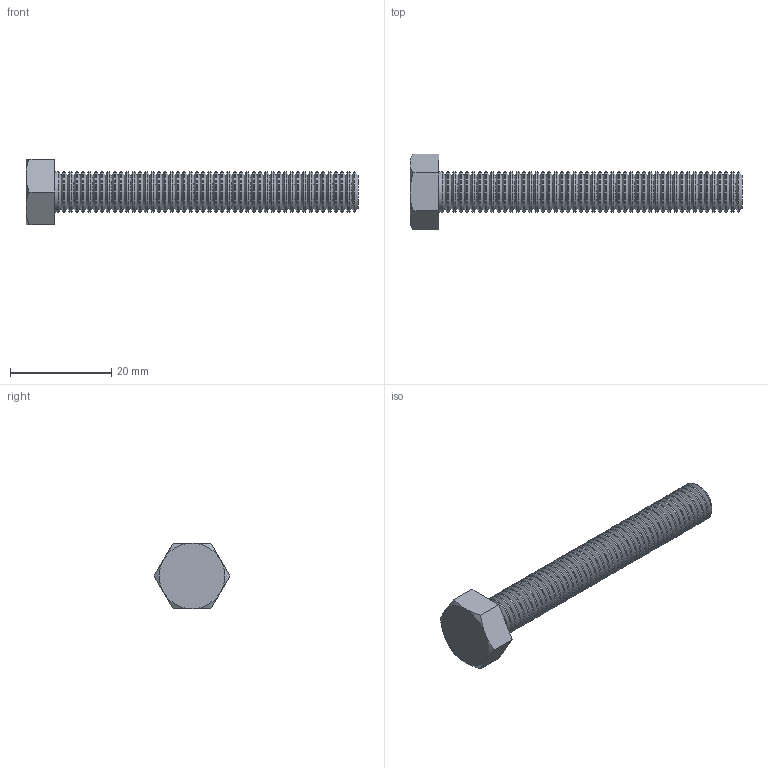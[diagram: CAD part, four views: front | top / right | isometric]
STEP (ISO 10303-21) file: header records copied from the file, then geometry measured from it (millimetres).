
FILE_DESCRIPTION (( 'STEP AP203' ), '1' );
FILE_NAME ('CLP1M-B-8-60 令腧 耱桡疣眄 󋔎0.STEP', '2016-02-10T12:56:47', ( '' ), ( '' ), 'SwSTEP 2.0', 'SolidWorks 2014', '' );
FILE_SCHEMA (( 'CONFIG_CONTROL_DESIGN' ));
Length unit declared in the file: millimetre
Products named in the file (1): CLP1M-B-8-60 令腧 耱桡疣眄 󋔎0
Bounding box: 65.67 x 15.01 x 13 mm (x, y, z)
Volume: 3466.8 mm3; surface area: 2715.9 mm2
Topology: 1 solids, 1 shells, 158 faces, 319 edges, 164 vertices
Faces by surface type: cone 101, cylinder 48, plane 9
Full cylindrical faces by diameter (mm): 8 x48
Entity records: 3373 total; most frequent: DIRECTION 630, CARTESIAN_POINT 563, ORIENTED_EDGE 348, AXIS2_PLACEMENT_3D 309, EDGE_LOOP 302, FACE_OUTER_BOUND 206, EDGE_CURVE 174, VERTEX_POINT 162
